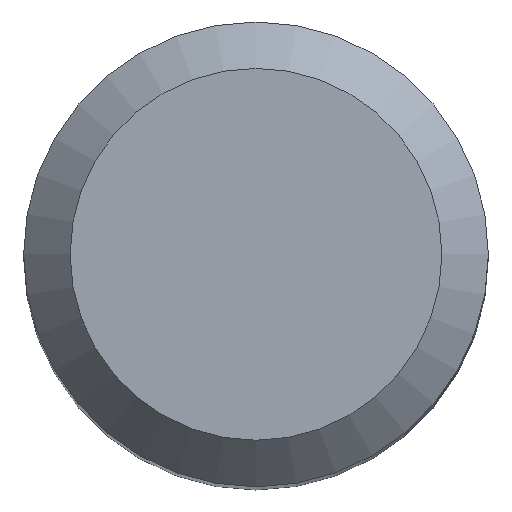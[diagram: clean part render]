
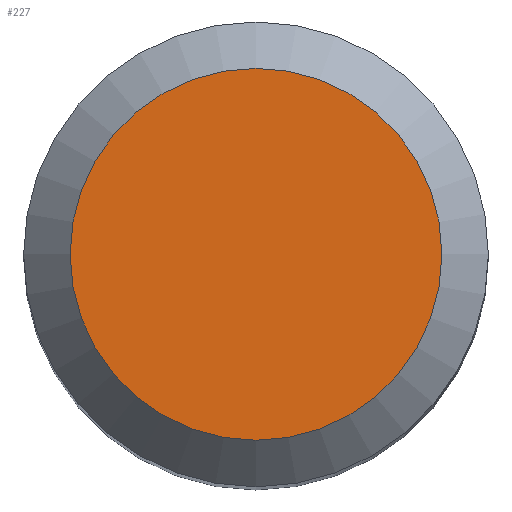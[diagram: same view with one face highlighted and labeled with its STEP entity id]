
A CAD part, top view. The second image highlights one B-rep face of the part: STEP entity #227.
In plain terms, the highlighted planar face has unit normal (0, 0, 1).
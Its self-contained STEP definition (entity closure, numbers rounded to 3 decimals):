
#2 = CARTESIAN_POINT ( 'NONE',  ( 0., 0., 89. ) ) ;
#21 = DIRECTION ( 'NONE',  ( 0., 0., -1. ) ) ;
#49 = CIRCLE ( 'NONE', #89, 4. ) ;
#50 = PLANE ( 'NONE',  #243 ) ;
#56 = EDGE_LOOP ( 'NONE', ( #113 ) ) ;
#68 = CARTESIAN_POINT ( 'NONE',  ( 0., 4., 89. ) ) ;
#89 = AXIS2_PLACEMENT_3D ( 'NONE', #121, #21, #200 ) ;
#106 = FACE_OUTER_BOUND ( 'NONE', #56, .T. ) ;
#113 = ORIENTED_EDGE ( 'NONE', *, *, #177, .F. ) ;
#121 = CARTESIAN_POINT ( 'NONE',  ( 0., 0., 89. ) ) ;
#166 = DIRECTION ( 'NONE',  ( 0., 1., 0. ) ) ;
#177 = EDGE_CURVE ( 'NONE', #242, #242, #49, .T. ) ;
#200 = DIRECTION ( 'NONE',  ( 0., 1., 0. ) ) ;
#202 = DIRECTION ( 'NONE',  ( 0., 0., -1. ) ) ;
#227 = ADVANCED_FACE ( 'NONE', ( #106 ), #50, .F. ) ;
#242 = VERTEX_POINT ( 'NONE', #68 ) ;
#243 = AXIS2_PLACEMENT_3D ( 'NONE', #2, #202, #166 ) ;
